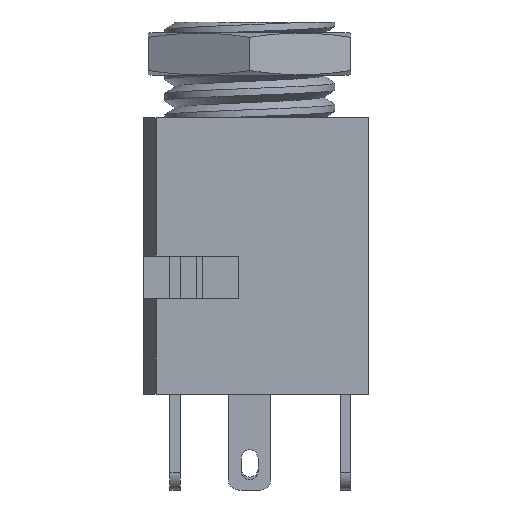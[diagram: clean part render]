
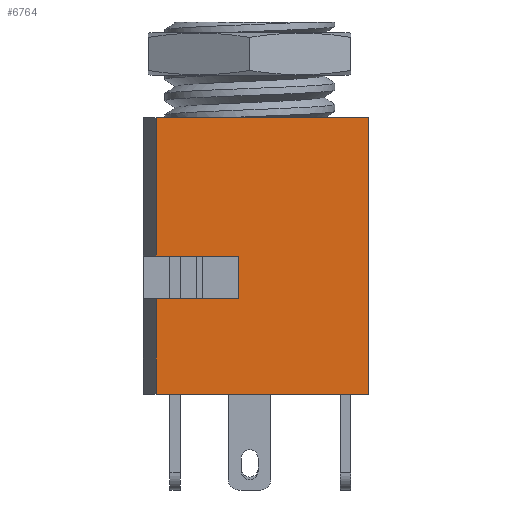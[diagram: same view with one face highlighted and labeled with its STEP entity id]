
A CAD part, left-side view. The second image highlights one B-rep face of the part: STEP entity #6764.
In plain terms, the highlighted planar face has unit normal (-1, 0, 0).
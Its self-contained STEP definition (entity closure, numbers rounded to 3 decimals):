
#6764 = ADVANCED_FACE('',(#6765),#6779,.F.);
#6765 = FACE_BOUND('',#6766,.F.);
#6766 = EDGE_LOOP('',(#6767,#6802,#6830,#6858,#6886,#6914,#6942,#6970));
#6767 = ORIENTED_EDGE('',*,*,#6768,.F.);
#6768 = EDGE_CURVE('',#6769,#6771,#6773,.T.);
#6769 = VERTEX_POINT('',#6770);
#6770 = CARTESIAN_POINT('',(-4.5,4.4,0.));
#6771 = VERTEX_POINT('',#6772);
#6772 = CARTESIAN_POINT('',(-4.5,-5.6,0.));
#6773 = SURFACE_CURVE('',#6774,(#6778,#6790),.PCURVE_S1.);
#6774 = LINE('',#6775,#6776);
#6775 = CARTESIAN_POINT('',(-4.5,4.4,0.));
#6776 = VECTOR('',#6777,1.);
#6777 = DIRECTION('',(0.,-1.,0.));
#6778 = PCURVE('',#6779,#6784);
#6779 = PLANE('',#6780);
#6780 = AXIS2_PLACEMENT_3D('',#6781,#6782,#6783);
#6781 = CARTESIAN_POINT('',(-4.5,4.4,0.));
#6782 = DIRECTION('',(1.,0.,0.));
#6783 = DIRECTION('',(0.,-1.,0.));
#6784 = DEFINITIONAL_REPRESENTATION('',(#6785),#6789);
#6785 = LINE('',#6786,#6787);
#6786 = CARTESIAN_POINT('',(0.,0.));
#6787 = VECTOR('',#6788,1.);
#6788 = DIRECTION('',(1.,0.));
#6789 = ( GEOMETRIC_REPRESENTATION_CONTEXT(2) 
PARAMETRIC_REPRESENTATION_CONTEXT() REPRESENTATION_CONTEXT('2D SPACE',''
  ) );
#6790 = PCURVE('',#6791,#6796);
#6791 = PLANE('',#6792);
#6792 = AXIS2_PLACEMENT_3D('',#6793,#6794,#6795);
#6793 = CARTESIAN_POINT('',(0.,-0.429,0.));
#6794 = DIRECTION('',(0.,0.,1.));
#6795 = DIRECTION('',(1.,0.,0.));
#6796 = DEFINITIONAL_REPRESENTATION('',(#6797),#6801);
#6797 = LINE('',#6798,#6799);
#6798 = CARTESIAN_POINT('',(-4.5,4.829));
#6799 = VECTOR('',#6800,1.);
#6800 = DIRECTION('',(0.,-1.));
#6801 = ( GEOMETRIC_REPRESENTATION_CONTEXT(2) 
PARAMETRIC_REPRESENTATION_CONTEXT() REPRESENTATION_CONTEXT('2D SPACE',''
  ) );
#6802 = ORIENTED_EDGE('',*,*,#6803,.T.);
#6803 = EDGE_CURVE('',#6769,#6804,#6806,.T.);
#6804 = VERTEX_POINT('',#6805);
#6805 = CARTESIAN_POINT('',(-4.5,4.4,4.5));
#6806 = SURFACE_CURVE('',#6807,(#6811,#6818),.PCURVE_S1.);
#6807 = LINE('',#6808,#6809);
#6808 = CARTESIAN_POINT('',(-4.5,4.4,0.));
#6809 = VECTOR('',#6810,1.);
#6810 = DIRECTION('',(0.,0.,1.));
#6811 = PCURVE('',#6779,#6812);
#6812 = DEFINITIONAL_REPRESENTATION('',(#6813),#6817);
#6813 = LINE('',#6814,#6815);
#6814 = CARTESIAN_POINT('',(0.,0.));
#6815 = VECTOR('',#6816,1.);
#6816 = DIRECTION('',(0.,-1.));
#6817 = ( GEOMETRIC_REPRESENTATION_CONTEXT(2) 
PARAMETRIC_REPRESENTATION_CONTEXT() REPRESENTATION_CONTEXT('2D SPACE',''
  ) );
#6818 = PCURVE('',#6819,#6824);
#6819 = PLANE('',#6820);
#6820 = AXIS2_PLACEMENT_3D('',#6821,#6822,#6823);
#6821 = CARTESIAN_POINT('',(-3.5,5.,0.));
#6822 = DIRECTION('',(0.514,-0.857,0.));
#6823 = DIRECTION('',(-0.857,-0.514,0.));
#6824 = DEFINITIONAL_REPRESENTATION('',(#6825),#6829);
#6825 = LINE('',#6826,#6827);
#6826 = CARTESIAN_POINT('',(1.166,0.));
#6827 = VECTOR('',#6828,1.);
#6828 = DIRECTION('',(0.,-1.));
#6829 = ( GEOMETRIC_REPRESENTATION_CONTEXT(2) 
PARAMETRIC_REPRESENTATION_CONTEXT() REPRESENTATION_CONTEXT('2D SPACE',''
  ) );
#6830 = ORIENTED_EDGE('',*,*,#6831,.F.);
#6831 = EDGE_CURVE('',#6832,#6804,#6834,.T.);
#6832 = VERTEX_POINT('',#6833);
#6833 = CARTESIAN_POINT('',(-4.5,0.5,4.5));
#6834 = SURFACE_CURVE('',#6835,(#6839,#6846),.PCURVE_S1.);
#6835 = LINE('',#6836,#6837);
#6836 = CARTESIAN_POINT('',(-4.5,0.5,4.5));
#6837 = VECTOR('',#6838,1.);
#6838 = DIRECTION('',(0.,1.,0.));
#6839 = PCURVE('',#6779,#6840);
#6840 = DEFINITIONAL_REPRESENTATION('',(#6841),#6845);
#6841 = LINE('',#6842,#6843);
#6842 = CARTESIAN_POINT('',(3.9,-4.5));
#6843 = VECTOR('',#6844,1.);
#6844 = DIRECTION('',(-1.,0.));
#6845 = ( GEOMETRIC_REPRESENTATION_CONTEXT(2) 
PARAMETRIC_REPRESENTATION_CONTEXT() REPRESENTATION_CONTEXT('2D SPACE',''
  ) );
#6846 = PCURVE('',#6847,#6852);
#6847 = PLANE('',#6848);
#6848 = AXIS2_PLACEMENT_3D('',#6849,#6850,#6851);
#6849 = CARTESIAN_POINT('',(-4.5,0.5,4.5));
#6850 = DIRECTION('',(0.,0.,1.));
#6851 = DIRECTION('',(0.,1.,0.));
#6852 = DEFINITIONAL_REPRESENTATION('',(#6853),#6857);
#6853 = LINE('',#6854,#6855);
#6854 = CARTESIAN_POINT('',(0.,0.));
#6855 = VECTOR('',#6856,1.);
#6856 = DIRECTION('',(1.,0.));
#6857 = ( GEOMETRIC_REPRESENTATION_CONTEXT(2) 
PARAMETRIC_REPRESENTATION_CONTEXT() REPRESENTATION_CONTEXT('2D SPACE',''
  ) );
#6858 = ORIENTED_EDGE('',*,*,#6859,.F.);
#6859 = EDGE_CURVE('',#6860,#6832,#6862,.T.);
#6860 = VERTEX_POINT('',#6861);
#6861 = CARTESIAN_POINT('',(-4.5,0.5,6.5));
#6862 = SURFACE_CURVE('',#6863,(#6867,#6874),.PCURVE_S1.);
#6863 = LINE('',#6864,#6865);
#6864 = CARTESIAN_POINT('',(-4.5,0.5,6.5));
#6865 = VECTOR('',#6866,1.);
#6866 = DIRECTION('',(0.,0.,-1.));
#6867 = PCURVE('',#6779,#6868);
#6868 = DEFINITIONAL_REPRESENTATION('',(#6869),#6873);
#6869 = LINE('',#6870,#6871);
#6870 = CARTESIAN_POINT('',(3.9,-6.5));
#6871 = VECTOR('',#6872,1.);
#6872 = DIRECTION('',(0.,1.));
#6873 = ( GEOMETRIC_REPRESENTATION_CONTEXT(2) 
PARAMETRIC_REPRESENTATION_CONTEXT() REPRESENTATION_CONTEXT('2D SPACE',''
  ) );
#6874 = PCURVE('',#6875,#6880);
#6875 = PLANE('',#6876);
#6876 = AXIS2_PLACEMENT_3D('',#6877,#6878,#6879);
#6877 = CARTESIAN_POINT('',(-4.5,0.5,6.5));
#6878 = DIRECTION('',(0.,1.,0.));
#6879 = DIRECTION('',(0.,0.,-1.));
#6880 = DEFINITIONAL_REPRESENTATION('',(#6881),#6885);
#6881 = LINE('',#6882,#6883);
#6882 = CARTESIAN_POINT('',(0.,0.));
#6883 = VECTOR('',#6884,1.);
#6884 = DIRECTION('',(1.,0.));
#6885 = ( GEOMETRIC_REPRESENTATION_CONTEXT(2) 
PARAMETRIC_REPRESENTATION_CONTEXT() REPRESENTATION_CONTEXT('2D SPACE',''
  ) );
#6886 = ORIENTED_EDGE('',*,*,#6887,.F.);
#6887 = EDGE_CURVE('',#6888,#6860,#6890,.T.);
#6888 = VERTEX_POINT('',#6889);
#6889 = CARTESIAN_POINT('',(-4.5,4.4,6.5));
#6890 = SURFACE_CURVE('',#6891,(#6895,#6902),.PCURVE_S1.);
#6891 = LINE('',#6892,#6893);
#6892 = CARTESIAN_POINT('',(-4.5,5.,6.5));
#6893 = VECTOR('',#6894,1.);
#6894 = DIRECTION('',(0.,-1.,0.));
#6895 = PCURVE('',#6779,#6896);
#6896 = DEFINITIONAL_REPRESENTATION('',(#6897),#6901);
#6897 = LINE('',#6898,#6899);
#6898 = CARTESIAN_POINT('',(-0.6,-6.5));
#6899 = VECTOR('',#6900,1.);
#6900 = DIRECTION('',(1.,0.));
#6901 = ( GEOMETRIC_REPRESENTATION_CONTEXT(2) 
PARAMETRIC_REPRESENTATION_CONTEXT() REPRESENTATION_CONTEXT('2D SPACE',''
  ) );
#6902 = PCURVE('',#6903,#6908);
#6903 = PLANE('',#6904);
#6904 = AXIS2_PLACEMENT_3D('',#6905,#6906,#6907);
#6905 = CARTESIAN_POINT('',(-4.5,5.,6.5));
#6906 = DIRECTION('',(0.,0.,-1.));
#6907 = DIRECTION('',(0.,-1.,0.));
#6908 = DEFINITIONAL_REPRESENTATION('',(#6909),#6913);
#6909 = LINE('',#6910,#6911);
#6910 = CARTESIAN_POINT('',(0.,-0.));
#6911 = VECTOR('',#6912,1.);
#6912 = DIRECTION('',(1.,0.));
#6913 = ( GEOMETRIC_REPRESENTATION_CONTEXT(2) 
PARAMETRIC_REPRESENTATION_CONTEXT() REPRESENTATION_CONTEXT('2D SPACE',''
  ) );
#6914 = ORIENTED_EDGE('',*,*,#6915,.T.);
#6915 = EDGE_CURVE('',#6888,#6916,#6918,.T.);
#6916 = VERTEX_POINT('',#6917);
#6917 = CARTESIAN_POINT('',(-4.5,4.4,13.));
#6918 = SURFACE_CURVE('',#6919,(#6923,#6930),.PCURVE_S1.);
#6919 = LINE('',#6920,#6921);
#6920 = CARTESIAN_POINT('',(-4.5,4.4,0.));
#6921 = VECTOR('',#6922,1.);
#6922 = DIRECTION('',(0.,0.,1.));
#6923 = PCURVE('',#6779,#6924);
#6924 = DEFINITIONAL_REPRESENTATION('',(#6925),#6929);
#6925 = LINE('',#6926,#6927);
#6926 = CARTESIAN_POINT('',(0.,0.));
#6927 = VECTOR('',#6928,1.);
#6928 = DIRECTION('',(0.,-1.));
#6929 = ( GEOMETRIC_REPRESENTATION_CONTEXT(2) 
PARAMETRIC_REPRESENTATION_CONTEXT() REPRESENTATION_CONTEXT('2D SPACE',''
  ) );
#6930 = PCURVE('',#6931,#6936);
#6931 = PLANE('',#6932);
#6932 = AXIS2_PLACEMENT_3D('',#6933,#6934,#6935);
#6933 = CARTESIAN_POINT('',(-3.5,5.,0.));
#6934 = DIRECTION('',(0.514,-0.857,0.));
#6935 = DIRECTION('',(-0.857,-0.514,0.));
#6936 = DEFINITIONAL_REPRESENTATION('',(#6937),#6941);
#6937 = LINE('',#6938,#6939);
#6938 = CARTESIAN_POINT('',(1.166,0.));
#6939 = VECTOR('',#6940,1.);
#6940 = DIRECTION('',(0.,-1.));
#6941 = ( GEOMETRIC_REPRESENTATION_CONTEXT(2) 
PARAMETRIC_REPRESENTATION_CONTEXT() REPRESENTATION_CONTEXT('2D SPACE',''
  ) );
#6942 = ORIENTED_EDGE('',*,*,#6943,.T.);
#6943 = EDGE_CURVE('',#6916,#6944,#6946,.T.);
#6944 = VERTEX_POINT('',#6945);
#6945 = CARTESIAN_POINT('',(-4.5,-5.6,13.));
#6946 = SURFACE_CURVE('',#6947,(#6951,#6958),.PCURVE_S1.);
#6947 = LINE('',#6948,#6949);
#6948 = CARTESIAN_POINT('',(-4.5,4.4,13.));
#6949 = VECTOR('',#6950,1.);
#6950 = DIRECTION('',(0.,-1.,0.));
#6951 = PCURVE('',#6779,#6952);
#6952 = DEFINITIONAL_REPRESENTATION('',(#6953),#6957);
#6953 = LINE('',#6954,#6955);
#6954 = CARTESIAN_POINT('',(0.,-13.));
#6955 = VECTOR('',#6956,1.);
#6956 = DIRECTION('',(1.,0.));
#6957 = ( GEOMETRIC_REPRESENTATION_CONTEXT(2) 
PARAMETRIC_REPRESENTATION_CONTEXT() REPRESENTATION_CONTEXT('2D SPACE',''
  ) );
#6958 = PCURVE('',#6959,#6964);
#6959 = PLANE('',#6960);
#6960 = AXIS2_PLACEMENT_3D('',#6961,#6962,#6963);
#6961 = CARTESIAN_POINT('',(0.,-0.429,13.));
#6962 = DIRECTION('',(0.,0.,1.));
#6963 = DIRECTION('',(1.,0.,0.));
#6964 = DEFINITIONAL_REPRESENTATION('',(#6965),#6969);
#6965 = LINE('',#6966,#6967);
#6966 = CARTESIAN_POINT('',(-4.5,4.829));
#6967 = VECTOR('',#6968,1.);
#6968 = DIRECTION('',(0.,-1.));
#6969 = ( GEOMETRIC_REPRESENTATION_CONTEXT(2) 
PARAMETRIC_REPRESENTATION_CONTEXT() REPRESENTATION_CONTEXT('2D SPACE',''
  ) );
#6970 = ORIENTED_EDGE('',*,*,#6971,.F.);
#6971 = EDGE_CURVE('',#6771,#6944,#6972,.T.);
#6972 = SURFACE_CURVE('',#6973,(#6977,#6984),.PCURVE_S1.);
#6973 = LINE('',#6974,#6975);
#6974 = CARTESIAN_POINT('',(-4.5,-5.6,0.));
#6975 = VECTOR('',#6976,1.);
#6976 = DIRECTION('',(0.,0.,1.));
#6977 = PCURVE('',#6779,#6978);
#6978 = DEFINITIONAL_REPRESENTATION('',(#6979),#6983);
#6979 = LINE('',#6980,#6981);
#6980 = CARTESIAN_POINT('',(10.,0.));
#6981 = VECTOR('',#6982,1.);
#6982 = DIRECTION('',(0.,-1.));
#6983 = ( GEOMETRIC_REPRESENTATION_CONTEXT(2) 
PARAMETRIC_REPRESENTATION_CONTEXT() REPRESENTATION_CONTEXT('2D SPACE',''
  ) );
#6984 = PCURVE('',#6985,#6990);
#6985 = PLANE('',#6986);
#6986 = AXIS2_PLACEMENT_3D('',#6987,#6988,#6989);
#6987 = CARTESIAN_POINT('',(-4.5,-5.6,0.));
#6988 = DIRECTION('',(0.,1.,0.));
#6989 = DIRECTION('',(1.,0.,0.));
#6990 = DEFINITIONAL_REPRESENTATION('',(#6991),#6995);
#6991 = LINE('',#6992,#6993);
#6992 = CARTESIAN_POINT('',(0.,0.));
#6993 = VECTOR('',#6994,1.);
#6994 = DIRECTION('',(0.,-1.));
#6995 = ( GEOMETRIC_REPRESENTATION_CONTEXT(2) 
PARAMETRIC_REPRESENTATION_CONTEXT() REPRESENTATION_CONTEXT('2D SPACE',''
  ) );
